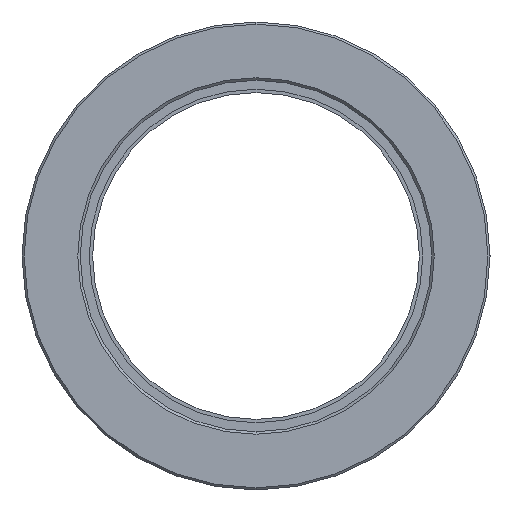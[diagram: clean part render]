
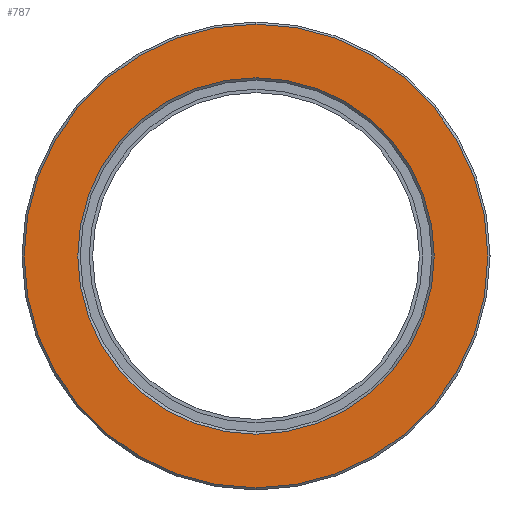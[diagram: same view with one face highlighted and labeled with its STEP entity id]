
A CAD part, left-side view. The second image highlights one B-rep face of the part: STEP entity #787.
In plain terms, the highlighted face is planar.
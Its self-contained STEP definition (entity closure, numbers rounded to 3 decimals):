
#169 = DIRECTION ( 'NONE',  ( 0., 0., -1. ) ) ;
#172 = PLANE ( 'NONE',  #403 ) ;
#173 = FACE_OUTER_BOUND ( 'NONE', #314, .T. ) ;
#175 = FACE_BOUND ( 'NONE', #729, .T. ) ;
#176 = CARTESIAN_POINT ( 'NONE',  ( -20.65, 0., 0. ) ) ;
#189 = DIRECTION ( 'NONE',  ( 0., -1., 0. ) ) ;
#192 = CARTESIAN_POINT ( 'NONE',  ( 0., 0., -27.25 ) ) ;
#199 = CARTESIAN_POINT ( 'NONE',  ( 0., 0., 27.25 ) ) ;
#205 = VERTEX_POINT ( 'NONE', #722 ) ;
#207 = VERTEX_POINT ( 'NONE', #759 ) ;
#254 = ORIENTED_EDGE ( 'NONE', *, *, #476, .T. ) ;
#275 = ORIENTED_EDGE ( 'NONE', *, *, #490, .T. ) ;
#281 = ORIENTED_EDGE ( 'NONE', *, *, #485, .T. ) ;
#283 = ORIENTED_EDGE ( 'NONE', *, *, #503, .T. ) ;
#314 = EDGE_LOOP ( 'NONE', ( #254, #283 ) ) ;
#328 = AXIS2_PLACEMENT_3D ( 'NONE', #691, #690, #689 ) ;
#341 = AXIS2_PLACEMENT_3D ( 'NONE', #666, #665, #664 ) ;
#371 = CIRCLE ( 'NONE', #328, 20.95 ) ;
#403 = AXIS2_PLACEMENT_3D ( 'NONE', #176, #189, #169 ) ;
#430 = CIRCLE ( 'NONE', #341, 20.95 ) ;
#440 = AXIS2_PLACEMENT_3D ( 'NONE', #578, #573, #568 ) ;
#441 = CIRCLE ( 'NONE', #440, 27.25 ) ;
#466 = CIRCLE ( 'NONE', #472, 27.25 ) ;
#472 = AXIS2_PLACEMENT_3D ( 'NONE', #613, #612, #611 ) ;
#476 = EDGE_CURVE ( 'NONE', #671, #701, #441, .T. ) ;
#485 = EDGE_CURVE ( 'NONE', #207, #205, #371, .T. ) ;
#490 = EDGE_CURVE ( 'NONE', #205, #207, #430, .T. ) ;
#503 = EDGE_CURVE ( 'NONE', #701, #671, #466, .T. ) ;
#568 = DIRECTION ( 'NONE',  ( 0., 0., -1. ) ) ;
#573 = DIRECTION ( 'NONE',  ( 0., -1., 0. ) ) ;
#578 = CARTESIAN_POINT ( 'NONE',  ( 0., 0., 0. ) ) ;
#611 = DIRECTION ( 'NONE',  ( 0., 0., -1. ) ) ;
#612 = DIRECTION ( 'NONE',  ( 0., -1., 0. ) ) ;
#613 = CARTESIAN_POINT ( 'NONE',  ( 0., 0., 0. ) ) ;
#664 = DIRECTION ( 'NONE',  ( 0., 0., -1. ) ) ;
#665 = DIRECTION ( 'NONE',  ( 0., 1., 0. ) ) ;
#666 = CARTESIAN_POINT ( 'NONE',  ( 0., 0., 0. ) ) ;
#671 = VERTEX_POINT ( 'NONE', #199 ) ;
#689 = DIRECTION ( 'NONE',  ( 0., 0., -1. ) ) ;
#690 = DIRECTION ( 'NONE',  ( 0., 1., 0. ) ) ;
#691 = CARTESIAN_POINT ( 'NONE',  ( 0., 0., 0. ) ) ;
#701 = VERTEX_POINT ( 'NONE', #192 ) ;
#722 = CARTESIAN_POINT ( 'NONE',  ( 0., 0., -20.95 ) ) ;
#729 = EDGE_LOOP ( 'NONE', ( #275, #281 ) ) ;
#759 = CARTESIAN_POINT ( 'NONE',  ( 0., 0., 20.95 ) ) ;
#787 = ADVANCED_FACE ( 'NONE', ( #175, #173 ), #172, .T. ) ;
